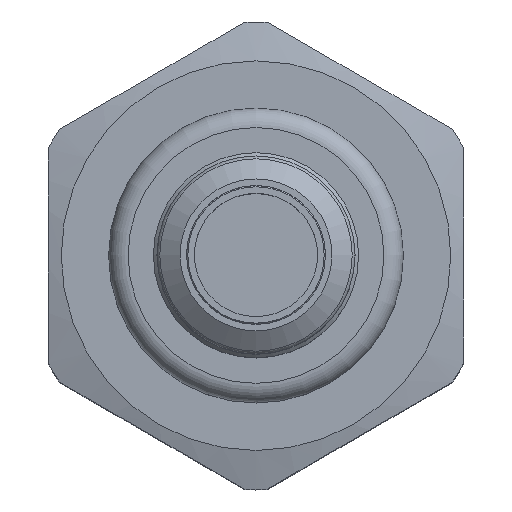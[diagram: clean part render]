
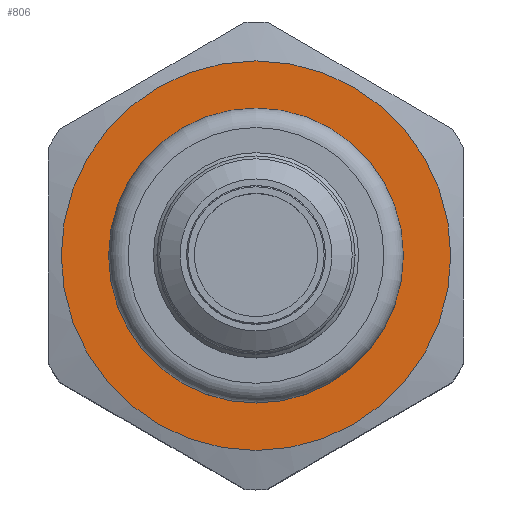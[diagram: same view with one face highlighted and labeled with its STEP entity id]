
A CAD part, top view. The second image highlights one B-rep face of the part: STEP entity #806.
In plain terms, the highlighted planar face has unit normal (0, 0, 1).
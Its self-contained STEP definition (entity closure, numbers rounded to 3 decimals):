
#142=FACE_BOUND('',#237,.T.);
#179=FACE_OUTER_BOUND('',#236,.T.);
#236=EDGE_LOOP('',(#616));
#237=EDGE_LOOP('',(#617));
#283=CIRCLE('',#896,11.35);
#291=CIRCLE('',#916,15.);
#341=VERTEX_POINT('',#1306);
#367=VERTEX_POINT('',#1396);
#425=EDGE_CURVE('',#341,#341,#283,.T.);
#456=EDGE_CURVE('',#367,#367,#291,.T.);
#616=ORIENTED_EDGE('',*,*,#456,.F.);
#617=ORIENTED_EDGE('',*,*,#425,.T.);
#719=PLANE('',#915);
#806=ADVANCED_FACE('',(#179,#142),#719,.F.);
#896=AXIS2_PLACEMENT_3D('',#1308,#1073,#1074);
#915=AXIS2_PLACEMENT_3D('',#1395,#1124,#1125);
#916=AXIS2_PLACEMENT_3D('',#1397,#1126,#1127);
#1073=DIRECTION('center_axis',(0.,0.,-1.));
#1074=DIRECTION('ref_axis',(0.,1.,0.));
#1124=DIRECTION('center_axis',(0.,0.,-1.));
#1125=DIRECTION('ref_axis',(-1.,0.,0.));
#1126=DIRECTION('center_axis',(0.,0.,-1.));
#1127=DIRECTION('ref_axis',(0.,1.,0.));
#1306=CARTESIAN_POINT('',(11.35,0.,-1.));
#1308=CARTESIAN_POINT('Origin',(0.,0.,-1.));
#1395=CARTESIAN_POINT('Origin',(0.,13.175,-1.));
#1396=CARTESIAN_POINT('',(0.,-15.,-1.));
#1397=CARTESIAN_POINT('Origin',(0.,0.,-1.));
